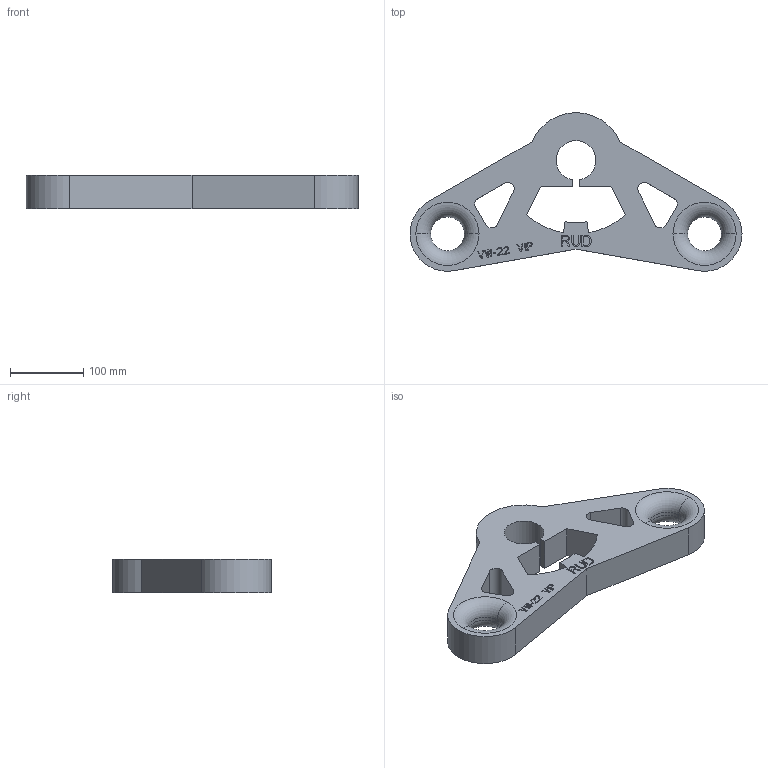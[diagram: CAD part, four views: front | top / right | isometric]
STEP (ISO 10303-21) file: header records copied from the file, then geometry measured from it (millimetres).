
FILE_DESCRIPTION((''),'2;1');
FILE_NAME('001-M34962-P-1','2019-01-24T',('anja.joas'),(''),'PRO/ENGINEER BY PARAMETRIC TECHNOLOGY CORPORATION, 2011490','PRO/ENGINEER BY PARAMETRIC TECHNOLOGY CORPORATION, 2011490','');
FILE_SCHEMA(('CONFIG_CONTROL_DESIGN'));
Length unit declared in the file: millimetre
Products named in the file (1): 001-M34962-P-1
Bounding box: 452 x 216 x 45 mm (x, y, z)
Volume: 1958933.4 mm3; surface area: 187342 mm2
Topology: 1 solids, 1 shells, 252 faces, 700 edges, 464 vertices
Faces by surface type: plane 227, cylinder 17, torus 8
Entity records: 7988 total; most frequent: CARTESIAN_POINT 1416, ORIENTED_EDGE 1400, DIRECTION 1254, EDGE_CURVE 700, VECTOR 650, LINE 650, VERTEX_POINT 464, AXIS2_PLACEMENT_3D 302
